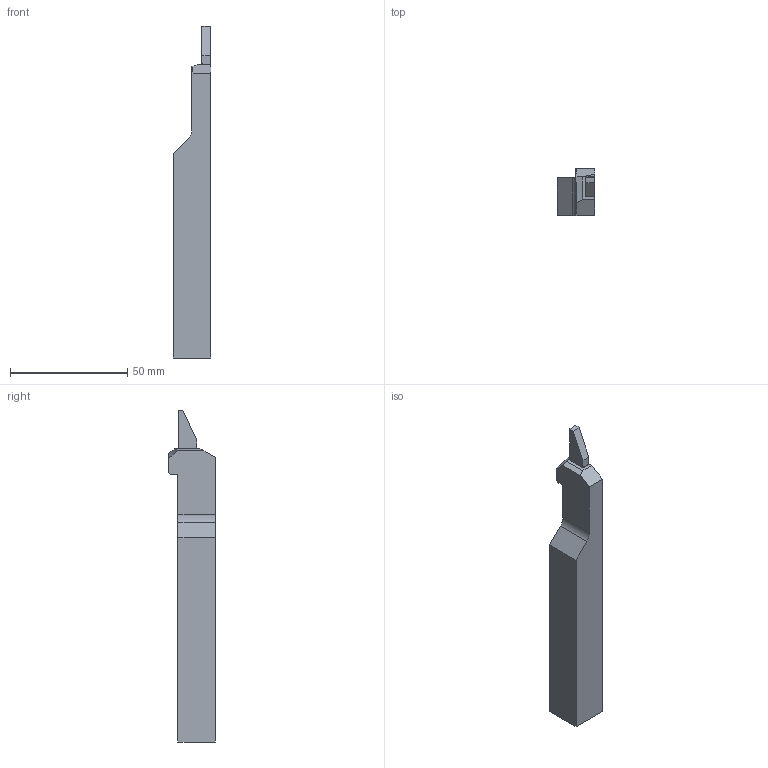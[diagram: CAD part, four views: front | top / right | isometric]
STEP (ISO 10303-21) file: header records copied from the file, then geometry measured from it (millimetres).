
FILE_DESCRIPTION (( 'STEP AP214' ), '1' );
FILE_NAME ('CUT-645-05.STEP', '2017-05-12T08:43:32', ( '' ), ( '' ), 'SwSTEP 2.0', 'SolidWorks 2016', '' );
FILE_SCHEMA (( 'AUTOMOTIVE_DESIGN' ));
Length unit declared in the file: millimetre
Products named in the file (1): CUT-645-05
Bounding box: 16 x 20 x 141.47 mm (x, y, z)
Volume: 27919.5 mm3; surface area: 8972.3 mm2
Topology: 1 solids, 1 shells, 150 faces, 389 edges, 241 vertices
Faces by surface type: cylinder 61, plane 51, cone 20, torus 18
Entity records: 5697 total; most frequent: DIRECTION 834, CARTESIAN_POINT 827, ORIENTED_EDGE 770, EDGE_CURVE 385, AXIS2_PLACEMENT_3D 312, VERTEX_POINT 241, VECTOR 210, LINE 210
